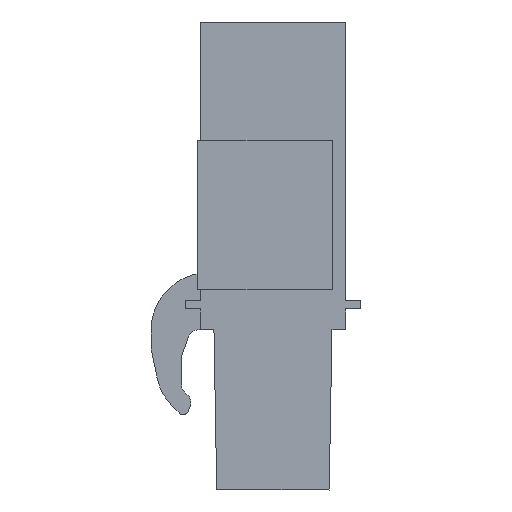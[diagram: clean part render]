
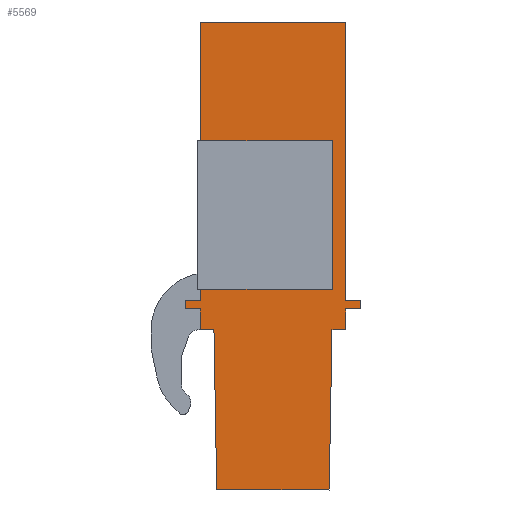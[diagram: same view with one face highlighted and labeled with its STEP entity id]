
A CAD part, left-side view. The second image highlights one B-rep face of the part: STEP entity #5569.
In plain terms, the highlighted planar face has unit normal (-1, 0, 0).
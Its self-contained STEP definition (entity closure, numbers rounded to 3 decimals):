
#5486=AXIS2_PLACEMENT_3D('Plane Axis2P3D',#5483,#5484,#5485) ;
#56=CARTESIAN_POINT('Vertex',(1.,0.8,24.55)) ;
#59=CARTESIAN_POINT('Line Origine',(1.,0.8,17.25)) ;
#63=CARTESIAN_POINT('Vertex',(1.,0.8,9.95)) ;
#4919=CARTESIAN_POINT('Vertex',(1.,1.66,0.)) ;
#4922=CARTESIAN_POINT('Line Origine',(1.,4.61,0.)) ;
#4926=CARTESIAN_POINT('Vertex',(1.,7.56,0.)) ;
#4978=CARTESIAN_POINT('Line Origine',(1.,7.633,4.2)) ;
#4982=CARTESIAN_POINT('Vertex',(1.,7.707,8.4)) ;
#5002=CARTESIAN_POINT('Line Origine',(1.,8.063,8.4)) ;
#5006=CARTESIAN_POINT('Vertex',(1.,8.42,8.4)) ;
#5090=CARTESIAN_POINT('Line Origine',(1.,8.42,8.95)) ;
#5094=CARTESIAN_POINT('Vertex',(1.,8.42,9.5)) ;
#5166=CARTESIAN_POINT('Line Origine',(1.,8.82,9.5)) ;
#5170=CARTESIAN_POINT('Vertex',(1.,9.22,9.5)) ;
#5242=CARTESIAN_POINT('Line Origine',(1.,9.22,9.725)) ;
#5246=CARTESIAN_POINT('Vertex',(1.,9.22,9.95)) ;
#5317=CARTESIAN_POINT('Vertex',(1.,0.,9.5)) ;
#5320=CARTESIAN_POINT('Line Origine',(1.,0.4,9.5)) ;
#5324=CARTESIAN_POINT('Vertex',(1.,0.8,9.5)) ;
#5339=CARTESIAN_POINT('Line Origine',(1.,0.8,8.95)) ;
#5343=CARTESIAN_POINT('Vertex',(1.,0.8,8.4)) ;
#5358=CARTESIAN_POINT('Line Origine',(1.,1.157,8.4)) ;
#5362=CARTESIAN_POINT('Vertex',(1.,1.513,8.4)) ;
#5382=CARTESIAN_POINT('Line Origine',(1.,1.587,4.2)) ;
#5483=CARTESIAN_POINT('Axis2P3D Location',(1.,0.,0.)) ;
#5488=CARTESIAN_POINT('Line Origine',(1.,8.42,10.488)) ;
#5492=CARTESIAN_POINT('Vertex',(1.,8.42,11.025)) ;
#5494=CARTESIAN_POINT('Vertex',(1.,8.42,9.95)) ;
#5497=CARTESIAN_POINT('Line Origine',(1.,8.82,9.95)) ;
#5502=CARTESIAN_POINT('Line Origine',(1.,0.,9.725)) ;
#5506=CARTESIAN_POINT('Vertex',(1.,0.,9.95)) ;
#5509=CARTESIAN_POINT('Line Origine',(1.,0.4,9.95)) ;
#5514=CARTESIAN_POINT('Line Origine',(1.,4.61,24.55)) ;
#5518=CARTESIAN_POINT('Vertex',(1.,8.42,24.55)) ;
#5521=CARTESIAN_POINT('Line Origine',(1.,8.42,21.188)) ;
#5525=CARTESIAN_POINT('Vertex',(1.,8.42,17.825)) ;
#5528=CARTESIAN_POINT('Line Origine',(1.,4.96,17.825)) ;
#5532=CARTESIAN_POINT('Vertex',(1.,1.5,17.825)) ;
#5535=CARTESIAN_POINT('Line Origine',(1.,1.5,14.425)) ;
#5539=CARTESIAN_POINT('Vertex',(1.,1.5,11.025)) ;
#5542=CARTESIAN_POINT('Line Origine',(1.,4.96,11.025)) ;
#60=DIRECTION('Vector Direction',(0.,0.,-1.)) ;
#4923=DIRECTION('Vector Direction',(0.,1.,0.)) ;
#4979=DIRECTION('Vector Direction',(0.,0.017,1.)) ;
#5003=DIRECTION('Vector Direction',(0.,1.,0.)) ;
#5091=DIRECTION('Vector Direction',(0.,0.,1.)) ;
#5167=DIRECTION('Vector Direction',(0.,1.,0.)) ;
#5243=DIRECTION('Vector Direction',(0.,0.,1.)) ;
#5321=DIRECTION('Vector Direction',(0.,1.,0.)) ;
#5340=DIRECTION('Vector Direction',(0.,0.,-1.)) ;
#5359=DIRECTION('Vector Direction',(0.,1.,0.)) ;
#5383=DIRECTION('Vector Direction',(0.,0.017,-1.)) ;
#5484=DIRECTION('Axis2P3D Direction',(-1.,0.,0.)) ;
#5485=DIRECTION('Axis2P3D XDirection',(0.,0.,1.)) ;
#5489=DIRECTION('Vector Direction',(0.,0.,1.)) ;
#5498=DIRECTION('Vector Direction',(0.,-1.,0.)) ;
#5503=DIRECTION('Vector Direction',(0.,0.,-1.)) ;
#5510=DIRECTION('Vector Direction',(0.,-1.,0.)) ;
#5515=DIRECTION('Vector Direction',(0.,-1.,0.)) ;
#5522=DIRECTION('Vector Direction',(0.,0.,1.)) ;
#5529=DIRECTION('Vector Direction',(0.,1.,0.)) ;
#5536=DIRECTION('Vector Direction',(0.,0.,-1.)) ;
#5543=DIRECTION('Vector Direction',(0.,1.,0.)) ;
#61=VECTOR('Line Direction',#60,1.) ;
#4924=VECTOR('Line Direction',#4923,1.) ;
#4980=VECTOR('Line Direction',#4979,1.) ;
#5004=VECTOR('Line Direction',#5003,1.) ;
#5092=VECTOR('Line Direction',#5091,1.) ;
#5168=VECTOR('Line Direction',#5167,1.) ;
#5244=VECTOR('Line Direction',#5243,1.) ;
#5322=VECTOR('Line Direction',#5321,1.) ;
#5341=VECTOR('Line Direction',#5340,1.) ;
#5360=VECTOR('Line Direction',#5359,1.) ;
#5384=VECTOR('Line Direction',#5383,1.) ;
#5490=VECTOR('Line Direction',#5489,1.) ;
#5499=VECTOR('Line Direction',#5498,1.) ;
#5504=VECTOR('Line Direction',#5503,1.) ;
#5511=VECTOR('Line Direction',#5510,1.) ;
#5516=VECTOR('Line Direction',#5515,1.) ;
#5523=VECTOR('Line Direction',#5522,1.) ;
#5530=VECTOR('Line Direction',#5529,1.) ;
#5537=VECTOR('Line Direction',#5536,1.) ;
#5544=VECTOR('Line Direction',#5543,1.) ;
#5548=ORIENTED_EDGE('',*,*,#5496,.T.) ;
#5549=ORIENTED_EDGE('',*,*,#5501,.T.) ;
#5550=ORIENTED_EDGE('',*,*,#5248,.T.) ;
#5551=ORIENTED_EDGE('',*,*,#5172,.T.) ;
#5552=ORIENTED_EDGE('',*,*,#5096,.T.) ;
#5553=ORIENTED_EDGE('',*,*,#5008,.T.) ;
#5554=ORIENTED_EDGE('',*,*,#4984,.T.) ;
#5555=ORIENTED_EDGE('',*,*,#4928,.T.) ;
#5556=ORIENTED_EDGE('',*,*,#5386,.T.) ;
#5557=ORIENTED_EDGE('',*,*,#5364,.T.) ;
#5558=ORIENTED_EDGE('',*,*,#5345,.T.) ;
#5559=ORIENTED_EDGE('',*,*,#5326,.T.) ;
#5560=ORIENTED_EDGE('',*,*,#5508,.T.) ;
#5561=ORIENTED_EDGE('',*,*,#5513,.T.) ;
#5562=ORIENTED_EDGE('',*,*,#65,.T.) ;
#5563=ORIENTED_EDGE('',*,*,#5520,.T.) ;
#5564=ORIENTED_EDGE('',*,*,#5527,.T.) ;
#5565=ORIENTED_EDGE('',*,*,#5534,.F.) ;
#5566=ORIENTED_EDGE('',*,*,#5541,.F.) ;
#5567=ORIENTED_EDGE('',*,*,#5546,.T.) ;
#5569=ADVANCED_FACE('_BLC 5.08/8BR OR 1649430000',(#5568),#5487,.T.) ;
#65=EDGE_CURVE('',#64,#57,#62,.F.) ;
#4928=EDGE_CURVE('',#4927,#4920,#4925,.F.) ;
#4984=EDGE_CURVE('',#4983,#4927,#4981,.F.) ;
#5008=EDGE_CURVE('',#5007,#4983,#5005,.F.) ;
#5096=EDGE_CURVE('',#5095,#5007,#5093,.F.) ;
#5172=EDGE_CURVE('',#5171,#5095,#5169,.F.) ;
#5248=EDGE_CURVE('',#5247,#5171,#5245,.F.) ;
#5326=EDGE_CURVE('',#5325,#5318,#5323,.F.) ;
#5345=EDGE_CURVE('',#5344,#5325,#5342,.F.) ;
#5364=EDGE_CURVE('',#5363,#5344,#5361,.F.) ;
#5386=EDGE_CURVE('',#4920,#5363,#5385,.F.) ;
#5496=EDGE_CURVE('',#5493,#5495,#5491,.F.) ;
#5501=EDGE_CURVE('',#5495,#5247,#5500,.F.) ;
#5508=EDGE_CURVE('',#5318,#5507,#5505,.F.) ;
#5513=EDGE_CURVE('',#5507,#64,#5512,.F.) ;
#5520=EDGE_CURVE('',#57,#5519,#5517,.F.) ;
#5527=EDGE_CURVE('',#5519,#5526,#5524,.F.) ;
#5534=EDGE_CURVE('',#5533,#5526,#5531,.T.) ;
#5541=EDGE_CURVE('',#5540,#5533,#5538,.F.) ;
#5546=EDGE_CURVE('',#5540,#5493,#5545,.T.) ;
#5547=EDGE_LOOP('',(#5548,#5549,#5550,#5551,#5552,#5553,#5554,#5555,#5556,#5557,#5558,#5559,#5560,#5561,#5562,#5563,#5564,#5565,#5566,#5567)) ;
#5568=FACE_OUTER_BOUND('',#5547,.T.) ;
#62=LINE('Line',#59,#61) ;
#4925=LINE('Line',#4922,#4924) ;
#4981=LINE('Line',#4978,#4980) ;
#5005=LINE('Line',#5002,#5004) ;
#5093=LINE('Line',#5090,#5092) ;
#5169=LINE('Line',#5166,#5168) ;
#5245=LINE('Line',#5242,#5244) ;
#5323=LINE('Line',#5320,#5322) ;
#5342=LINE('Line',#5339,#5341) ;
#5361=LINE('Line',#5358,#5360) ;
#5385=LINE('Line',#5382,#5384) ;
#5491=LINE('Line',#5488,#5490) ;
#5500=LINE('Line',#5497,#5499) ;
#5505=LINE('Line',#5502,#5504) ;
#5512=LINE('Line',#5509,#5511) ;
#5517=LINE('Line',#5514,#5516) ;
#5524=LINE('Line',#5521,#5523) ;
#5531=LINE('Line',#5528,#5530) ;
#5538=LINE('Line',#5535,#5537) ;
#5545=LINE('Line',#5542,#5544) ;
#5487=PLANE('',#5486) ;
#57=VERTEX_POINT('',#56) ;
#64=VERTEX_POINT('',#63) ;
#4920=VERTEX_POINT('',#4919) ;
#4927=VERTEX_POINT('',#4926) ;
#4983=VERTEX_POINT('',#4982) ;
#5007=VERTEX_POINT('',#5006) ;
#5095=VERTEX_POINT('',#5094) ;
#5171=VERTEX_POINT('',#5170) ;
#5247=VERTEX_POINT('',#5246) ;
#5318=VERTEX_POINT('',#5317) ;
#5325=VERTEX_POINT('',#5324) ;
#5344=VERTEX_POINT('',#5343) ;
#5363=VERTEX_POINT('',#5362) ;
#5493=VERTEX_POINT('',#5492) ;
#5495=VERTEX_POINT('',#5494) ;
#5507=VERTEX_POINT('',#5506) ;
#5519=VERTEX_POINT('',#5518) ;
#5526=VERTEX_POINT('',#5525) ;
#5533=VERTEX_POINT('',#5532) ;
#5540=VERTEX_POINT('',#5539) ;
